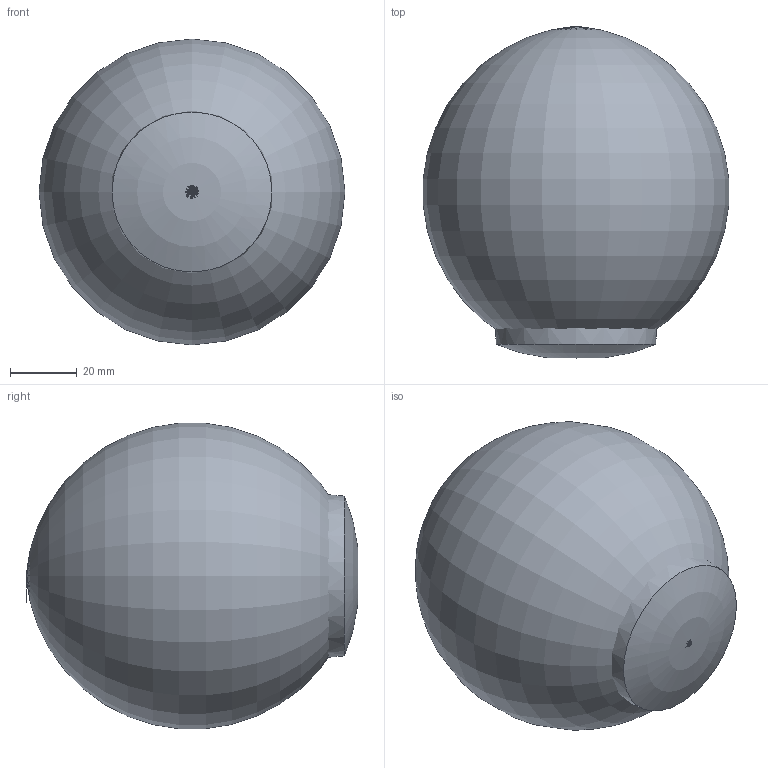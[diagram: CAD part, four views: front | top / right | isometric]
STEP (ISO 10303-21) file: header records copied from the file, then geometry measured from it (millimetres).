
FILE_DESCRIPTION(/* description */ ('STEP AP214'),/* implementation_level */ '2;1');
FILE_NAME(/* name */ '68583500',/* time_stamp */ '2025-06-13T17:12:28+02:00',/* author */ ('License CC BY-ND 4.0'),/* organization */ ('CADENAS'),/* preprocessor_version */ 'ST-DEVELOPER v19.3',/* originating_system */ 'PARTsolutions',/* authorisation */ ' ');
FILE_SCHEMA (('AUTOMOTIVE_DESIGN {1 0 10303 214 3 1 1}'));
Length unit declared in the file: millimetre
Products named in the file (1): 68583500
Bounding box: 91.84 x 99.77 x 91.84 mm (x, y, z)
Volume: 393710.5 mm3; surface area: 34728 mm2
Topology: 1 solids, 1 shells, 7 faces, 11 edges, 7 vertices
Faces by surface type: plane 2, cylinder 2, cone 2, torus 1
Full cylindrical faces by diameter (mm): 10 x1, 50 x1
Entity records: 211 total; most frequent: DIRECTION 28, CARTESIAN_POINT 21, AXIS2_PLACEMENT_3D 14, FACE_BOUND 13, ORIENTED_EDGE 12, EDGE_LOOP 12, VERTEX_POINT 7, STYLED_ITEM 7
